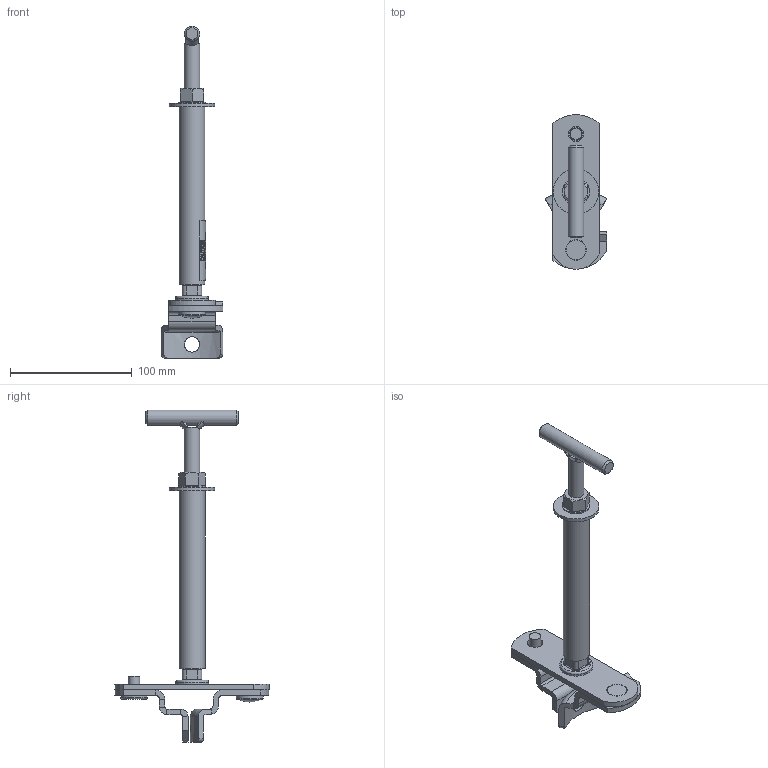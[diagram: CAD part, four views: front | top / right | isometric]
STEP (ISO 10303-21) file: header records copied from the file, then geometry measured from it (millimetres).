
FILE_DESCRIPTION(/* description */ (''),/* implementation_level */ '2;1');
FILE_NAME(/* name */ '2-1972.stp',/* time_stamp */ '2020-11-24T15:49:25-05:00',/* author */ ('jenniferk'),/* organization */ (''),/* preprocessor_version */ 'ST-DEVELOPER v18.1',/* originating_system */ 'Autodesk Inventor 2020',/* authorisation */ '');
FILE_SCHEMA (('AUTOMOTIVE_DESIGN { 1 0 10303 214 3 1 1 }'));
Length unit declared in the file: inch
Products named in the file (1): 2-1972_Shrinkwrap_1
Bounding box: 50.8 x 126.91 x 272.85 mm (x, y, z)
Volume: 131803.9 mm3; surface area: 69303.4 mm2
Topology: 16 solids, 16 shells, 879 faces, 2318 edges, 1540 vertices
Faces by surface type: plane 446, bspline 282, cylinder 127, torus 14, cone 5, sphere 5
Full cylindrical faces by diameter (mm): 9.525 x2, 10.312 x2, 10.338 x1, 10.592 x1, 12.192 x1, 12.7 x5, 13.589 x1, 13.868 x1, 14.3 x1, 15.875 x1, 19.05 x1, 21.336 x2, 21.971 x1, 22.225 x1, 22.441 x1, 27.127 x1, 37.313 x1
Entity records: 33536 total; most frequent: CARTESIAN_POINT 12208, ORIENTED_EDGE 4636, DIRECTION 3456, EDGE_CURVE 2318, VERTEX_POINT 1540, LINE 1224, VECTOR 1224, AXIS2_PLACEMENT_3D 1116
